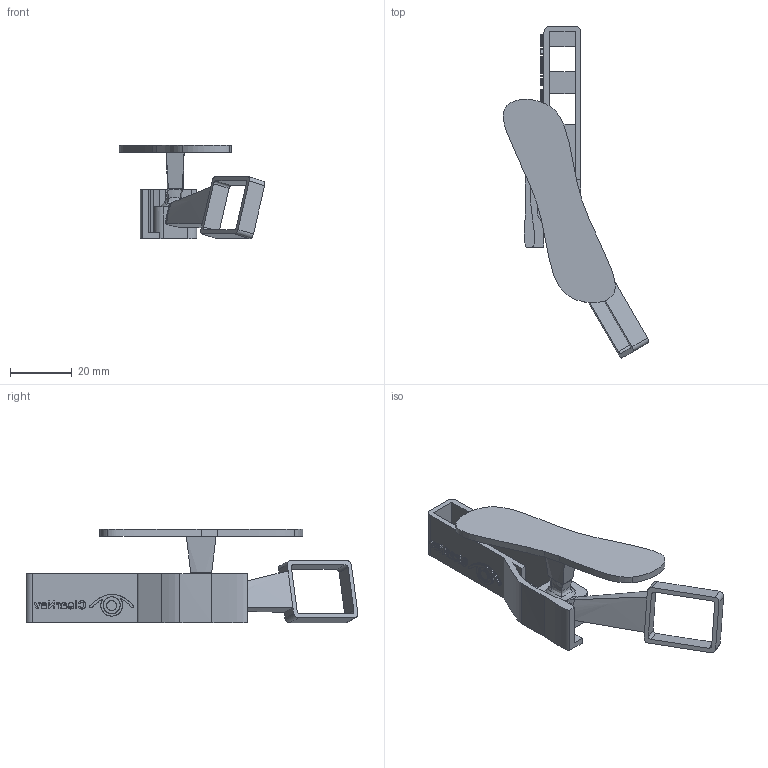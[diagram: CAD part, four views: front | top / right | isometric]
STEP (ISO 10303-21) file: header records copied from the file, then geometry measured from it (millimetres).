
FILE_DESCRIPTION(/* description */ ('STEP AP242','CAx-IF Rec.Pracs.---Representation and Presentation of Product Manufacturing Information (PMI)---4.0---2014-10-13','CAx-IF Rec.Pracs.---3D Tessellated Geometry---0.4---2014-09-14','2;1'),/* implementation_level */ '2;1');
FILE_NAME(/* name */ '631ac4c09c9341081f1d3479',/* time_stamp */ '2022-09-09T04:44:51+00:00',/* author */ (''),/* organization */ (''),/* preprocessor_version */ 'ST-DEVELOPER v18.102',/* originating_system */ ' ',/* authorisation */ ' ');
FILE_SCHEMA (('AP242_MANAGED_MODEL_BASED_3D_ENGINEERING_MIM_LF { 1 0 10303 442 1 1 4 }'));
Length unit declared in the file: metre
Products named in the file (2): Ball; Body
Bounding box: 47.36 x 107.94 x 30.39 mm (x, y, z)
Volume: 11971.8 mm3; surface area: 11799.2 mm2
Topology: 2 solids, 2 shells, 1407 faces, 4174 edges, 2777 vertices
Faces by surface type: plane 1335, bspline 56, cylinder 14, sphere 2
Entity records: 47446 total; most frequent: CARTESIAN_POINT 10170, ORIENTED_EDGE 8328, DIRECTION 6775, EDGE_CURVE 4164, LINE 3987, VECTOR 3987, VERTEX_POINT 2771, EDGE_LOOP 1425
